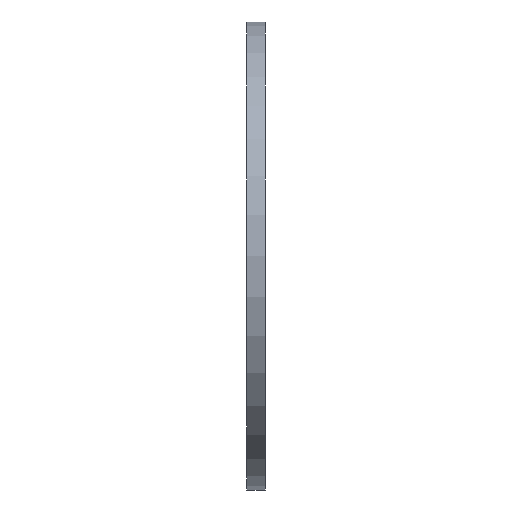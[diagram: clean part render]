
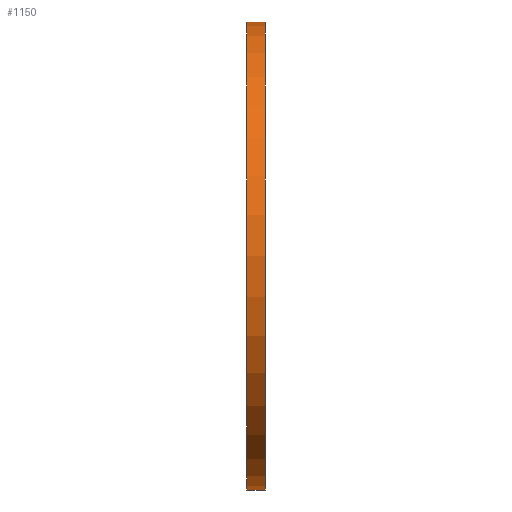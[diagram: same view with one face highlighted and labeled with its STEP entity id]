
A CAD part, left-side view. The second image highlights one B-rep face of the part: STEP entity #1150.
In plain terms, the highlighted cylindrical face has radius 100 mm (diameter 200 mm), a partial arc.
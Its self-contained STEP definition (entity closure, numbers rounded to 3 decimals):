
#972 = CARTESIAN_POINT ( 'NONE',  ( 0., 8., 100. ) ) ;
#1150 = ADVANCED_FACE ( 'NONE', ( #13899 ), #10599, .T. ) ;
#1213 = CARTESIAN_POINT ( 'NONE',  ( 0., 0., 100. ) ) ;
#1297 = CARTESIAN_POINT ( 'NONE',  ( 0., 8., -100. ) ) ;
#1566 = CARTESIAN_POINT ( 'NONE',  ( 0., 8., 100. ) ) ;
#1614 = VERTEX_POINT ( 'NONE', #1213 ) ;
#1812 = AXIS2_PLACEMENT_3D ( 'NONE', #1969, #8619, #14084 ) ;
#1831 = CARTESIAN_POINT ( 'NONE',  ( 0., 8., -100. ) ) ;
#1969 = CARTESIAN_POINT ( 'NONE',  ( 0., 0., 0. ) ) ;
#2818 = CIRCLE ( 'NONE', #1812, 100. ) ;
#2937 = DIRECTION ( 'NONE',  ( 0., 0., 1. ) ) ;
#3348 = EDGE_CURVE ( 'NONE', #6550, #1614, #2818, .T. ) ;
#3613 = LINE ( 'NONE', #1297, #11698 ) ;
#3664 = EDGE_CURVE ( 'NONE', #13573, #1614, #4906, .T. ) ;
#4061 = DIRECTION ( 'NONE',  ( 0., 1., 0. ) ) ;
#4171 = EDGE_CURVE ( 'NONE', #8892, #13573, #5770, .T. ) ;
#4393 = ORIENTED_EDGE ( 'NONE', *, *, #10247, .T. ) ;
#4906 = LINE ( 'NONE', #1566, #9887 ) ;
#5266 = ORIENTED_EDGE ( 'NONE', *, *, #3348, .T. ) ;
#5729 = AXIS2_PLACEMENT_3D ( 'NONE', #14040, #4061, #2937 ) ;
#5770 = CIRCLE ( 'NONE', #5729, 100. ) ;
#6550 = VERTEX_POINT ( 'NONE', #7723 ) ;
#6800 = AXIS2_PLACEMENT_3D ( 'NONE', #12836, #10569, #12740 ) ;
#7723 = CARTESIAN_POINT ( 'NONE',  ( 0., 0., -100. ) ) ;
#8176 = ORIENTED_EDGE ( 'NONE', *, *, #3664, .F. ) ;
#8619 = DIRECTION ( 'NONE',  ( 0., 1., 0. ) ) ;
#8892 = VERTEX_POINT ( 'NONE', #1831 ) ;
#9887 = VECTOR ( 'NONE', #11634, 1000. ) ;
#9960 = DIRECTION ( 'NONE',  ( 0., -1., 0. ) ) ;
#10247 = EDGE_CURVE ( 'NONE', #8892, #6550, #3613, .T. ) ;
#10569 = DIRECTION ( 'NONE',  ( 0., -1., 0. ) ) ;
#10599 = CYLINDRICAL_SURFACE ( 'NONE', #6800, 100. ) ;
#11634 = DIRECTION ( 'NONE',  ( 0., -1., 0. ) ) ;
#11698 = VECTOR ( 'NONE', #9960, 1000. ) ;
#12740 = DIRECTION ( 'NONE',  ( 0., 0., -1. ) ) ;
#12836 = CARTESIAN_POINT ( 'NONE',  ( 0., 8., 0. ) ) ;
#13405 = EDGE_LOOP ( 'NONE', ( #8176, #13687, #4393, #5266 ) ) ;
#13573 = VERTEX_POINT ( 'NONE', #972 ) ;
#13687 = ORIENTED_EDGE ( 'NONE', *, *, #4171, .F. ) ;
#13899 = FACE_OUTER_BOUND ( 'NONE', #13405, .T. ) ;
#14040 = CARTESIAN_POINT ( 'NONE',  ( 0., 8., 0. ) ) ;
#14084 = DIRECTION ( 'NONE',  ( 0., 0., 1. ) ) ;
